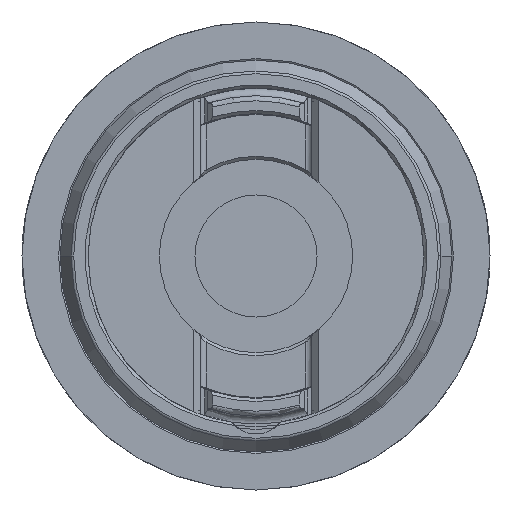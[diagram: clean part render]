
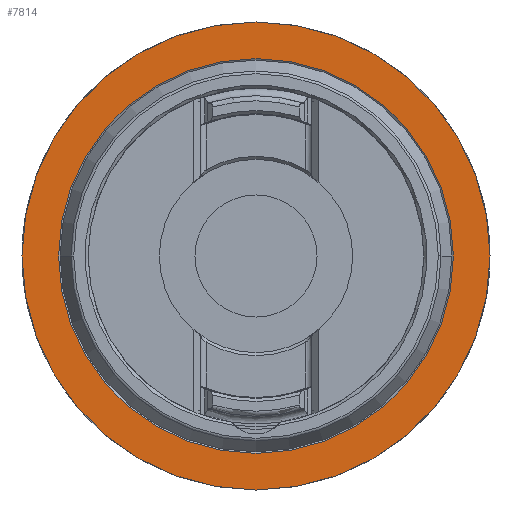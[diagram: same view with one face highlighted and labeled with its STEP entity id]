
A CAD part, front view. The second image highlights one B-rep face of the part: STEP entity #7814.
In plain terms, the highlighted planar face has unit normal (0, -1, 0).
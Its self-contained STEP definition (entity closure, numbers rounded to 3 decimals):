
#2319=CARTESIAN_POINT('',(0.,0.,0.));
#2320=DIRECTION('',(0.,-1.,0.));
#2321=DIRECTION('',(-1.,0.,0.));
#2322=AXIS2_PLACEMENT_3D('',#2319,#2320,#2321);
#2324=CARTESIAN_POINT('',(0.,0.,0.));
#2325=DIRECTION('',(0.,-1.,0.));
#2326=DIRECTION('',(1.,0.,0.));
#2327=AXIS2_PLACEMENT_3D('',#2324,#2325,#2326);
#2333=CARTESIAN_POINT('',(0.,0.,0.));
#2334=DIRECTION('',(0.,1.,0.));
#2335=DIRECTION('',(0.,0.,1.));
#2336=AXIS2_PLACEMENT_3D('',#2333,#2334,#2335);
#2982=CARTESIAN_POINT('',(0.,0.,0.));
#2983=DIRECTION('',(0.,-1.,0.));
#2984=DIRECTION('',(0.,0.,1.));
#2985=AXIS2_PLACEMENT_3D('',#2982,#2983,#2984);
#4352=CARTESIAN_POINT('',(0.,0.,23.));
#4353=CARTESIAN_POINT('',(0.,0.,-23.));
#4354=VERTEX_POINT('',#4352);
#4355=VERTEX_POINT('',#4353);
#4514=CARTESIAN_POINT('',(-17.5,0.,0.));
#4515=CARTESIAN_POINT('',(17.5,0.,0.));
#4516=VERTEX_POINT('',#4514);
#4517=VERTEX_POINT('',#4515);
#7799=CARTESIAN_POINT('',(0.,0.,0.));
#7800=DIRECTION('',(0.,-1.,0.));
#7801=DIRECTION('',(0.,0.,-1.));
#7802=AXIS2_PLACEMENT_3D('',#7799,#7800,#7801);
#7803=PLANE('',#7802);
#7805=ORIENTED_EDGE('',*,*,#7804,.T.);
#7807=ORIENTED_EDGE('',*,*,#7806,.F.);
#7808=EDGE_LOOP('',(#7805,#7807));
#7809=FACE_OUTER_BOUND('',#7808,.F.);
#7810=ORIENTED_EDGE('',*,*,#7521,.T.);
#7811=ORIENTED_EDGE('',*,*,#7590,.T.);
#7812=EDGE_LOOP('',(#7810,#7811));
#7813=FACE_BOUND('',#7812,.F.);
#7814=ADVANCED_FACE('',(#7809,#7813),#7803,.T.);
#2323=CIRCLE('',#2322,17.5);
#2328=CIRCLE('',#2327,17.5);
#2337=CIRCLE('',#2336,23.);
#2986=CIRCLE('',#2985,23.);
#7521=EDGE_CURVE('',#4516,#4517,#2323,.T.);
#7590=EDGE_CURVE('',#4517,#4516,#2328,.T.);
#7804=EDGE_CURVE('',#4354,#4355,#2337,.T.);
#7806=EDGE_CURVE('',#4354,#4355,#2986,.T.);
